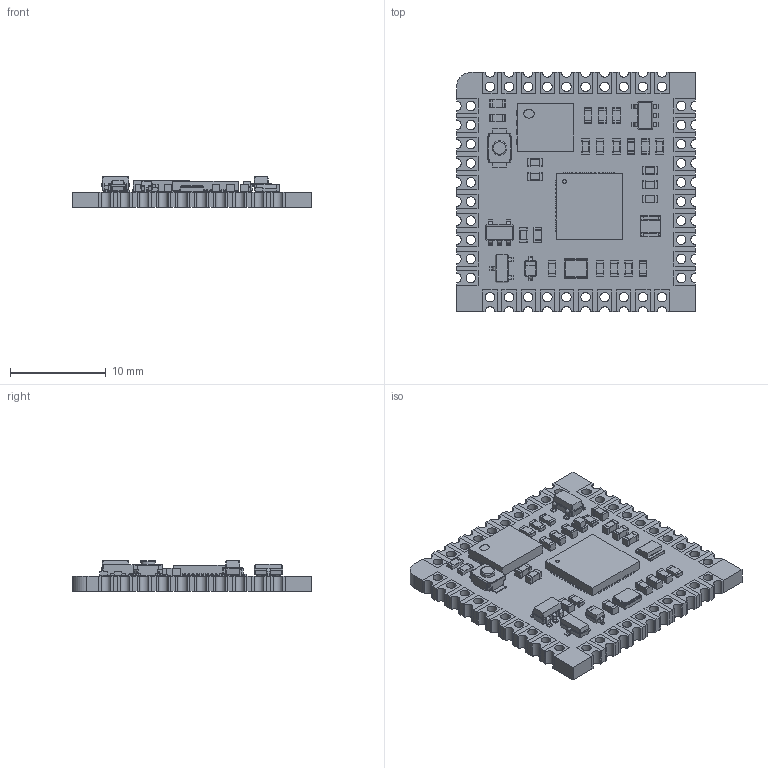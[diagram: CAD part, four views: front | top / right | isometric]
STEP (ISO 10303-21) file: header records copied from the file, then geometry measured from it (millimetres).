
FILE_DESCRIPTION(/* description */ (''),/* implementation_level */ '2;1');
FILE_NAME(/* name */ 'rp2040_stamp.step',/* time_stamp */ '2021-04-10T03:40:07+02:00',/* author */ (''),/* organization */ (''),/* preprocessor_version */ 'ST-DEVELOPER v18.1',/* originating_system */ 'Autodesk Translation Framework v10.6.0.1341',/* authorisation */ '');
FILE_SCHEMA (('AUTOMOTIVE_DESIGN { 1 0 10303 214 3 1 1 }'));
Length unit declared in the file: millimetre
Products named in the file (25): (Unsaved); QFN-56-1EP_7x7mm_P0.4mm_EP5.7x5.7mm; SOLID (10); LED_0805_2012Metric; SOLID (3); SOT-23-5; SOLID (6); LED_0603_1608Metric; SOLID (2); VSON-8_3.3x3.3mm_P0.65mm_NexFET; SOLID (4); SW_SPST_B3U-1000P; SOLID (9); SOT-23; SOLID (7); D_SOD-323; SOLID (8); R_0603_1608Metric; SOLID; Crystal_SMD_3225-4Pin_3.2x2.5mm; SOLID (5); C_0603_1608Metric; SOLID (1); COMPOUND; COMPOUND (1)
Assembly tree (45 placements, depth 3):
  (Unsaved)
    R_0603_1608Metric  x8
      SOLID
    SOT-23-5  x2
      SOLID (6)
    QFN-56-1EP_7x7mm_P0.4mm_EP5.7x5.7mm
      SOLID (10)
    LED_0805_2012Metric
      SOLID (3)
    C_0603_1608Metric  x14
      SOLID (1)
    LED_0603_1608Metric
      SOLID (2)
    VSON-8_3.3x3.3mm_P0.65mm_NexFET
      SOLID (4)
    SW_SPST_B3U-1000P
      SOLID (9)
    SOT-23
      SOLID (7)
    D_SOD-323
      SOLID (8)
    Crystal_SMD_3225-4Pin_3.2x2.5mm
      SOLID (5)
    COMPOUND
    COMPOUND (1)
Bounding box: 25 x 25 x 3.24 mm (x, y, z)
Volume: 1061.6 mm3; surface area: 2818.1 mm2
Topology: 73 solids, 73 shells, 2266 faces, 5931 edges, 3820 vertices
Faces by surface type: plane 1728, cylinder 483, bspline 21, sphere 17, torus 17
Full cylindrical faces by diameter (mm): 0.4 x1, 1 x40, 1.5 x1
Entity records: 51009 total; most frequent: CARTESIAN_POINT 8782, ORIENTED_EDGE 8450, DIRECTION 8091, EDGE_CURVE 4225, LINE 3673, VECTOR 3673, VERTEX_POINT 2718, AXIS2_PLACEMENT_3D 2209
